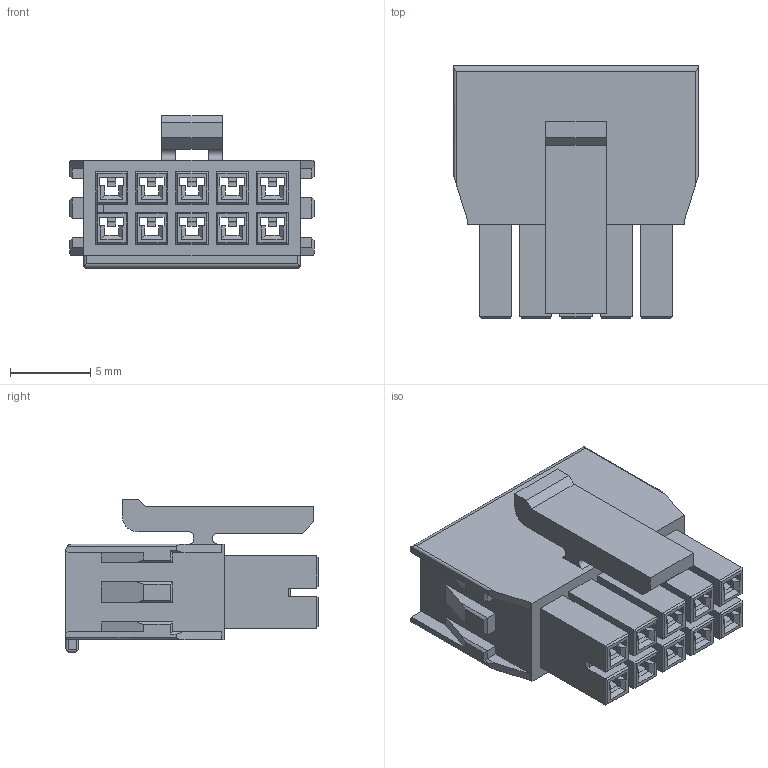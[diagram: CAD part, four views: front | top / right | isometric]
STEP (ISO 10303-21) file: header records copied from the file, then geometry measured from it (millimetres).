
FILE_DESCRIPTION(/* description */ ('Unknown'),/* implementation_level */ '2;1');
FILE_NAME(/* name */ '626010230808',/* time_stamp */ '2023-11-15T09:24:44+01:00',/* author */ ('Unknown'),/* organization */ ('Unknown'),/* preprocessor_version */ 'ST-DEVELOPER v18.102',/* originating_system */ 'Solid Edge',/* authorisation */ 'Unknown');
FILE_SCHEMA (('INTEGRATED_CNC_SCHEMA','AUTOMOTIVE_DESIGN {1 0 10303 214 3 1 1}'));
Length unit declared in the file: millimetre
Products named in the file (2): 6260xx230808; 626010230808
Assembly tree (1 placements, depth 2):
  6260xx230808
    626010230808
Bounding box: 15.2 x 15.7 x 9.5 mm (x, y, z)
Volume: 666 mm3; surface area: 2316.6 mm2
Topology: 1 solids, 1 shells, 644 faces, 1755 edges, 1124 vertices
Faces by surface type: plane 621, cylinder 23
Entity records: 19850 total; most frequent: CARTESIAN_POINT 3555, ORIENTED_EDGE 3510, DIRECTION 3069, EDGE_CURVE 1755, LINE 1713, VECTOR 1713, VERTEX_POINT 1124, AXIS2_PLACEMENT_3D 678
